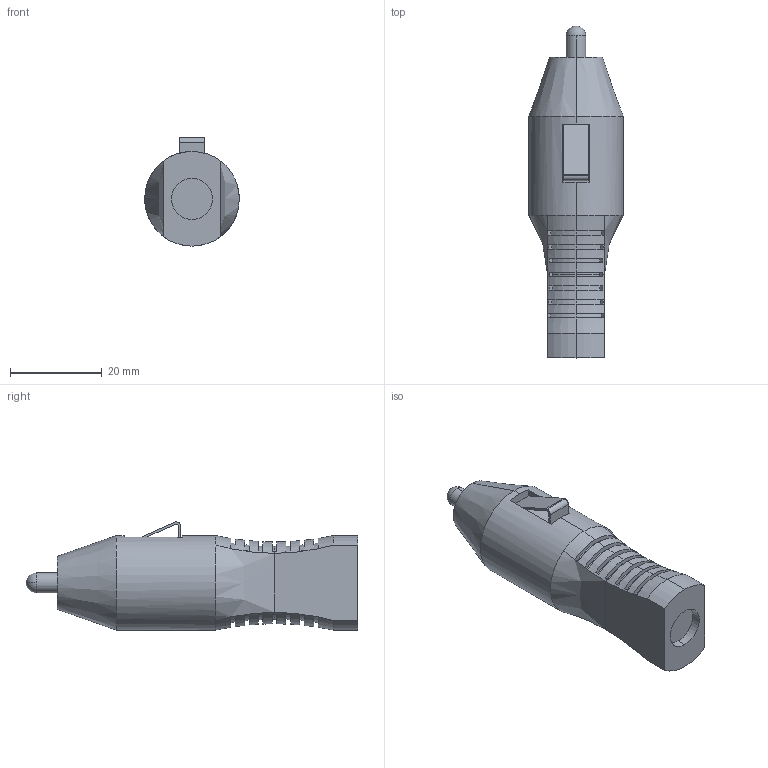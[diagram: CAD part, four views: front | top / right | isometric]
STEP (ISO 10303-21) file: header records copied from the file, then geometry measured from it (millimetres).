
FILE_DESCRIPTION (( 'STEP AP214' ), '1' );
FILE_NAME ('ZA1060.STEP', '2020-02-11T22:07:18', ( '' ), ( '' ), 'SwSTEP 2.0', 'SolidWorks 2017', '' );
FILE_SCHEMA (( 'AUTOMOTIVE_DESIGN' ));
Length unit declared in the file: millimetre
Products named in the file (1): ZA1060
Bounding box: 20.6 x 72.26 x 23.57 mm (x, y, z)
Volume: 16756 mm3; surface area: 5301.6 mm2
Topology: 3 solids, 3 shells, 147 faces, 398 edges, 261 vertices
Faces by surface type: plane 78, torus 44, cylinder 19, sphere 2, cone 2, bspline 2
Entity records: 5124 total; most frequent: CARTESIAN_POINT 1215, DIRECTION 896, ORIENTED_EDGE 788, EDGE_CURVE 394, AXIS2_PLACEMENT_3D 388, VERTEX_POINT 261, CIRCLE 242, EDGE_LOOP 155
